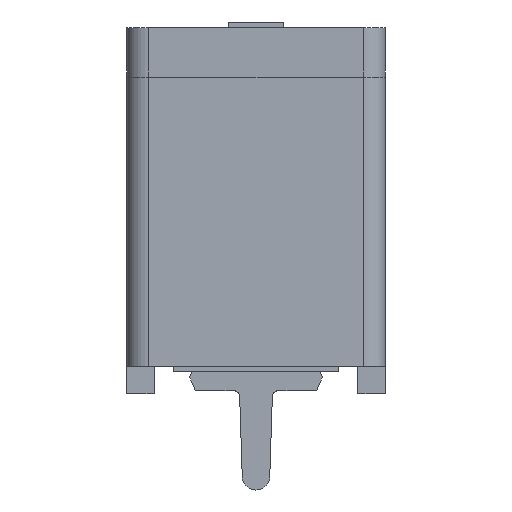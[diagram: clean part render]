
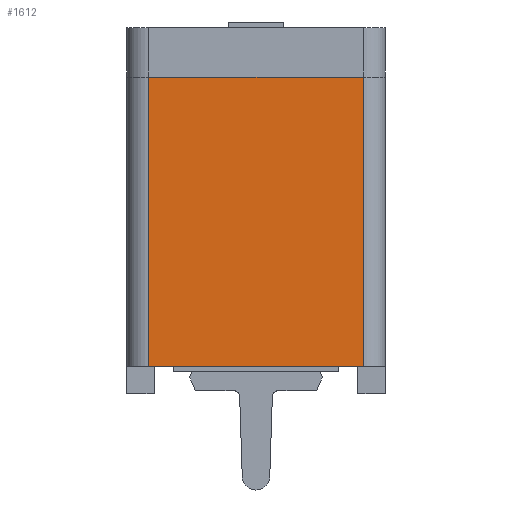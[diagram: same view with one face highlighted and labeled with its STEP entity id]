
A CAD part, left-side view. The second image highlights one B-rep face of the part: STEP entity #1612.
In plain terms, the highlighted planar face has unit normal (-1, 0, 0).
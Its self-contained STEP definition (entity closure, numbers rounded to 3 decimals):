
#1612=ADVANCED_FACE('',(#4729),#4730,.T.);
#2128=EDGE_CURVE('',#5504,#5505,#5506,.T.);
#2130=EDGE_CURVE('',#5508,#5505,#5509,.T.);
#2132=EDGE_CURVE('',#5508,#5511,#5512,.T.);
#2134=EDGE_CURVE('',#5504,#5511,#5514,.T.);
#4729=FACE_OUTER_BOUND('',#8992,.T.);
#4730=PLANE('',#8993);
#5504=VERTEX_POINT('',#9991);
#5505=VERTEX_POINT('',#9992);
#5506=LINE('',#9993,#9994);
#5508=VERTEX_POINT('',#9997);
#5509=LINE('',#9998,#9999);
#5511=VERTEX_POINT('',#10002);
#5512=LINE('',#10003,#10004);
#5514=LINE('',#10007,#10008);
#8992=EDGE_LOOP('',(#15873,#15874,#15875,#15876));
#8993=AXIS2_PLACEMENT_3D('',#15877,#15878,#15879);
#9991=CARTESIAN_POINT('',(-12.2,0.8,-0.5));
#9992=CARTESIAN_POINT('',(-12.2,0.8,10.0));
#9993=CARTESIAN_POINT('',(-12.2,0.8,-0.5));
#9994=VECTOR('',#17316,1000.0);
#9997=CARTESIAN_POINT('',(-12.2,8.6,10.0));
#9998=CARTESIAN_POINT('',(-12.2,8.6,10.));
#9999=VECTOR('',#17317,1000.0);
#10002=CARTESIAN_POINT('',(-12.2,8.6,-0.5));
#10003=CARTESIAN_POINT('',(-12.2,8.6,10.));
#10004=VECTOR('',#17318,1000.0);
#10007=CARTESIAN_POINT('',(-12.2,0.8,-0.5));
#10008=VECTOR('',#17319,1000.0);
#15873=ORIENTED_EDGE('',*,*,#2128,.T.);
#15874=ORIENTED_EDGE('',*,*,#2130,.F.);
#15875=ORIENTED_EDGE('',*,*,#2132,.T.);
#15876=ORIENTED_EDGE('',*,*,#2134,.F.);
#15877=CARTESIAN_POINT('',(-12.2,0.605,10.263));
#15878=DIRECTION('',(-1.0,0.0,0.0));
#15879=DIRECTION('',(0.0,0.0,1.0));
#17316=DIRECTION('',(0.0,0.0,1.0));
#17317=DIRECTION('',(0.0,-1.0,0.0));
#17318=DIRECTION('',(0.0,0.0,-1.0));
#17319=DIRECTION('',(0.0,1.0,0.0));
